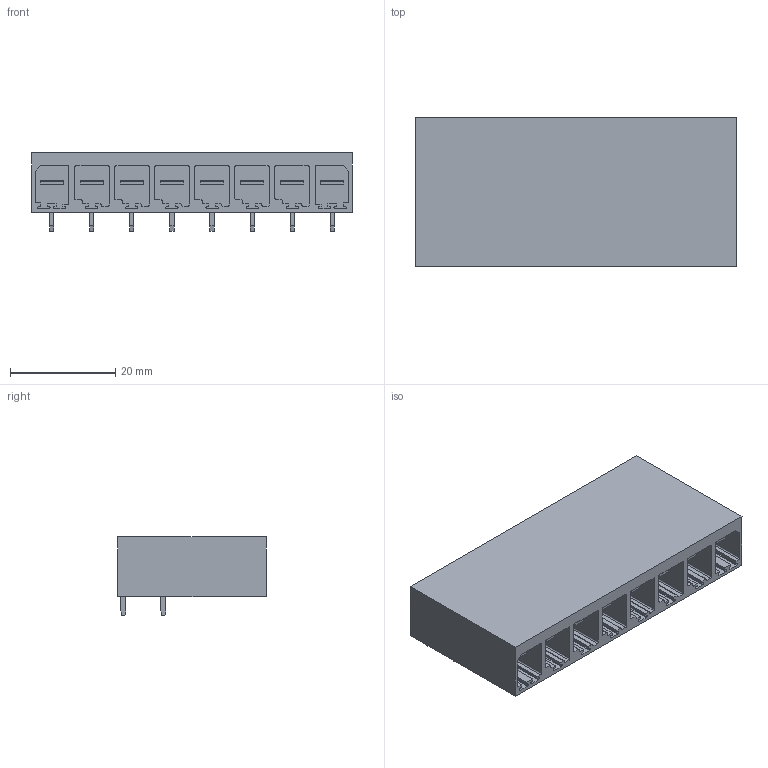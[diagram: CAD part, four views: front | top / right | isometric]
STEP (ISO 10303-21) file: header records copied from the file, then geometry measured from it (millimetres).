
FILE_DESCRIPTION(('CATIA V5 STEP Exchange','CAx-IF Rec.Pracs.--- Model Styling and Organization---1.2---2011-12-15'),'2;1');
FILE_NAME ('D1459437_0_1931320000_1931320000.stp','2018-11-29T02:36:53+00:00',('none'),('Weidmueller'),'CATIA Version 5-6 Release 2014','CATIA V5 STEP AP214','none');
FILE_SCHEMA(('AUTOMOTIVE_DESIGN { 1 0 10303 214 1 1 1 1 }'));
Length unit declared in the file: millimetre
Products named in the file (1): 1931320000
Bounding box: 60.96 x 28.3 x 14.9 mm (x, y, z)
Volume: 13829.7 mm3; surface area: 12957.8 mm2
Topology: 9 solids, 9 shells, 584 faces, 1666 edges, 1100 vertices
Faces by surface type: plane 478, cylinder 106
Entity records: 16202 total; most frequent: ORIENTED_EDGE 3332, CARTESIAN_POINT 2778, DIRECTION 2048, EDGE_CURVE 1530, VECTOR 1318, LINE 1318, VERTEX_POINT 988, EDGE_LOOP 600
